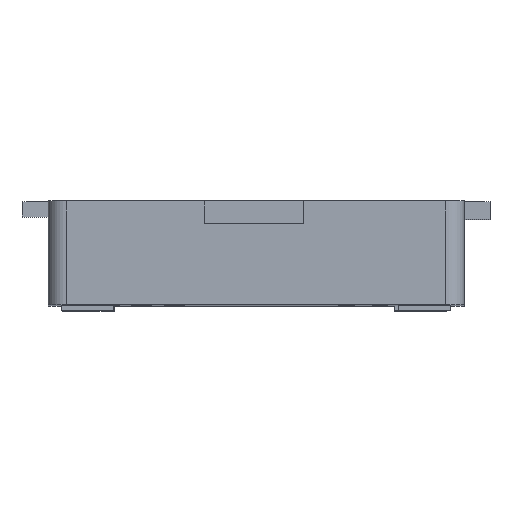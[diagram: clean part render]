
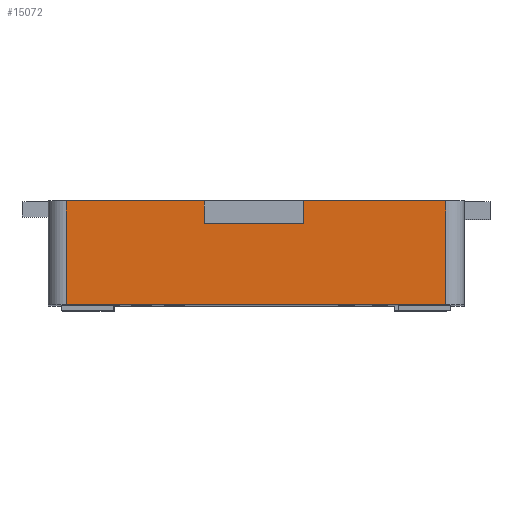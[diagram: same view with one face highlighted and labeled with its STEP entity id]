
A CAD part, top view. The second image highlights one B-rep face of the part: STEP entity #15072.
In plain terms, the highlighted planar face has unit normal (0, 0, 1).
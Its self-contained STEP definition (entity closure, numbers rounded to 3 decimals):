
#2170=FACE_OUTER_BOUND('',#3089,.T.);
#3089=EDGE_LOOP('',(#13698,#13699,#13700,#13701,#13702,#13703,#13704,#13705));
#3197=LINE('',#18006,#4544);
#3201=LINE('',#18014,#4548);
#3237=LINE('',#18184,#4584);
#3267=LINE('',#18244,#4614);
#3268=LINE('',#18246,#4615);
#4419=LINE('',#29029,#5766);
#4422=LINE('',#29035,#5769);
#4425=LINE('',#29040,#5772);
#4544=VECTOR('',#15698,10.);
#4548=VECTOR('',#15702,10.);
#4584=VECTOR('',#15880,10.);
#4614=VECTOR('',#15918,10.);
#4615=VECTOR('',#15921,10.);
#5766=VECTOR('',#17680,10.);
#5769=VECTOR('',#17685,10.);
#5772=VECTOR('',#17690,10.);
#5881=VERTEX_POINT('',#18003);
#5882=VERTEX_POINT('',#18005);
#5885=VERTEX_POINT('',#18011);
#5886=VERTEX_POINT('',#18013);
#5948=VERTEX_POINT('',#18181);
#5949=VERTEX_POINT('',#18183);
#7283=VERTEX_POINT('',#29028);
#7285=VERTEX_POINT('',#29034);
#7367=EDGE_CURVE('',#5881,#5882,#3197,.T.);
#7371=EDGE_CURVE('',#5885,#5886,#3201,.T.);
#7457=EDGE_CURVE('',#5948,#5949,#3237,.T.);
#7488=EDGE_CURVE('',#5886,#5948,#3267,.T.);
#7489=EDGE_CURVE('',#5949,#5881,#3268,.T.);
#9445=EDGE_CURVE('',#7283,#5882,#4419,.T.);
#9448=EDGE_CURVE('',#5885,#7285,#4422,.T.);
#9451=EDGE_CURVE('',#7285,#7283,#4425,.T.);
#13698=ORIENTED_EDGE('',*,*,#7488,.F.);
#13699=ORIENTED_EDGE('',*,*,#7371,.F.);
#13700=ORIENTED_EDGE('',*,*,#9448,.T.);
#13701=ORIENTED_EDGE('',*,*,#9451,.T.);
#13702=ORIENTED_EDGE('',*,*,#9445,.T.);
#13703=ORIENTED_EDGE('',*,*,#7367,.F.);
#13704=ORIENTED_EDGE('',*,*,#7489,.F.);
#13705=ORIENTED_EDGE('',*,*,#7457,.F.);
#14271=PLANE('',#15549);
#15072=ADVANCED_FACE('',(#2170),#14271,.T.);
#15549=AXIS2_PLACEMENT_3D('',#29043,#17694,#17695);
#15698=DIRECTION('',(1.,0.,0.));
#15702=DIRECTION('',(1.,0.,0.));
#15880=DIRECTION('',(-1.,0.,0.));
#15918=DIRECTION('',(0.,-1.,0.));
#15921=DIRECTION('',(0.,1.,0.));
#17680=DIRECTION('',(0.,1.,0.));
#17685=DIRECTION('',(0.,-1.,0.));
#17690=DIRECTION('',(-1.,0.,0.));
#17694=DIRECTION('center_axis',(0.,0.,1.));
#17695=DIRECTION('ref_axis',(1.,0.,0.));
#18003=CARTESIAN_POINT('',(-23.,100.,180.));
#18005=CARTESIAN_POINT('',(30.,100.,180.));
#18006=CARTESIAN_POINT('',(130.,100.,180.));
#18011=CARTESIAN_POINT('',(68.265,100.,180.));
#18013=CARTESIAN_POINT('',(123.,100.,180.));
#18014=CARTESIAN_POINT('',(130.,100.,180.));
#18181=CARTESIAN_POINT('',(123.,60.,180.));
#18183=CARTESIAN_POINT('',(-23.,60.,180.));
#18184=CARTESIAN_POINT('',(130.,60.,180.));
#18244=CARTESIAN_POINT('',(123.,60.,180.));
#18246=CARTESIAN_POINT('',(-23.,60.,180.));
#29028=CARTESIAN_POINT('',(30.,91.3,180.));
#29029=CARTESIAN_POINT('',(30.,80.,180.));
#29034=CARTESIAN_POINT('',(68.265,91.3,180.));
#29035=CARTESIAN_POINT('',(68.265,75.65,180.));
#29040=CARTESIAN_POINT('',(0.,91.3,180.));
#29043=CARTESIAN_POINT('Origin',(-30.,60.,180.));
